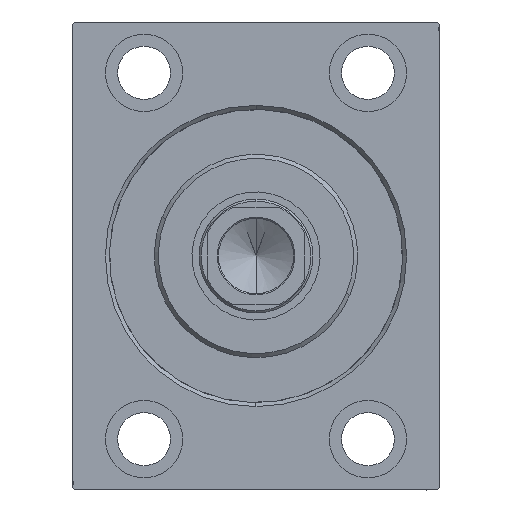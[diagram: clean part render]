
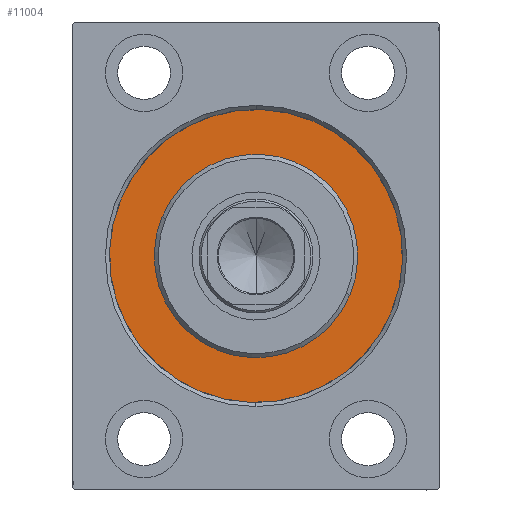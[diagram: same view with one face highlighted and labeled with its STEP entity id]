
A CAD part, left-side view. The second image highlights one B-rep face of the part: STEP entity #11004.
In plain terms, the highlighted face is planar.
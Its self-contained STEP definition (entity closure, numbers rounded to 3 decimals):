
#217 = EDGE_CURVE ( 'NONE', #2572, #13568, #19190, .T. ) ;
#2572 = VERTEX_POINT ( 'NONE', #33461 ) ;
#3346 = CIRCLE ( 'NONE', #9726, 25. ) ;
#7344 = DIRECTION ( 'NONE',  ( 0., 0., 1. ) ) ;
#7521 = ORIENTED_EDGE ( 'NONE', *, *, #33200, .F. ) ;
#8015 = AXIS2_PLACEMENT_3D ( 'NONE', #26846, #40400, #23103 ) ;
#9726 = AXIS2_PLACEMENT_3D ( 'NONE', #36232, #15609, #16481 ) ;
#10479 = CIRCLE ( 'NONE', #20392, 36. ) ;
#11004 = ADVANCED_FACE ( 'NONE', ( #36629, #29307 ), #29523, .F. ) ;
#13348 = CARTESIAN_POINT ( 'NONE',  ( 0., 0., 0. ) ) ;
#13568 = VERTEX_POINT ( 'NONE', #25543 ) ;
#15581 = DIRECTION ( 'NONE',  ( 1., 0., 0. ) ) ;
#15609 = DIRECTION ( 'NONE',  ( 1., 0., 0. ) ) ;
#15795 = VERTEX_POINT ( 'NONE', #34827 ) ;
#16481 = DIRECTION ( 'NONE',  ( 0., 0., -1. ) ) ;
#19190 = CIRCLE ( 'NONE', #41095, 25. ) ;
#20307 = VERTEX_POINT ( 'NONE', #35619 ) ;
#20392 = AXIS2_PLACEMENT_3D ( 'NONE', #36341, #32785, #43235 ) ;
#22022 = DIRECTION ( 'NONE',  ( 0., 0., -1. ) ) ;
#23103 = DIRECTION ( 'NONE',  ( 0., 0., 1. ) ) ;
#25408 = AXIS2_PLACEMENT_3D ( 'NONE', #13348, #37749, #7344 ) ;
#25543 = CARTESIAN_POINT ( 'NONE',  ( 0., 0., 25. ) ) ;
#25774 = CARTESIAN_POINT ( 'NONE',  ( 0., 0., 0. ) ) ;
#26846 = CARTESIAN_POINT ( 'NONE',  ( 0., 0., 0. ) ) ;
#29307 = FACE_OUTER_BOUND ( 'NONE', #43505, .T. ) ;
#29523 = PLANE ( 'NONE',  #8015 ) ;
#29679 = ORIENTED_EDGE ( 'NONE', *, *, #34565, .F. ) ;
#30039 = ORIENTED_EDGE ( 'NONE', *, *, #37503, .F. ) ;
#32785 = DIRECTION ( 'NONE',  ( -1., 0., 0. ) ) ;
#33200 = EDGE_CURVE ( 'NONE', #13568, #2572, #3346, .T. ) ;
#33461 = CARTESIAN_POINT ( 'NONE',  ( 0., 0., -25. ) ) ;
#34565 = EDGE_CURVE ( 'NONE', #20307, #15795, #10479, .T. ) ;
#34636 = EDGE_LOOP ( 'NONE', ( #7521, #37278 ) ) ;
#34827 = CARTESIAN_POINT ( 'NONE',  ( 0., 0., -36. ) ) ;
#35619 = CARTESIAN_POINT ( 'NONE',  ( 0., 0., 36. ) ) ;
#36232 = CARTESIAN_POINT ( 'NONE',  ( 0., 0., 0. ) ) ;
#36341 = CARTESIAN_POINT ( 'NONE',  ( 0., 0., 0. ) ) ;
#36629 = FACE_BOUND ( 'NONE', #34636, .T. ) ;
#37278 = ORIENTED_EDGE ( 'NONE', *, *, #217, .F. ) ;
#37503 = EDGE_CURVE ( 'NONE', #15795, #20307, #42428, .T. ) ;
#37749 = DIRECTION ( 'NONE',  ( -1., 0., 0. ) ) ;
#40400 = DIRECTION ( 'NONE',  ( -1., 0., 0. ) ) ;
#41095 = AXIS2_PLACEMENT_3D ( 'NONE', #25774, #15581, #22022 ) ;
#42428 = CIRCLE ( 'NONE', #25408, 36. ) ;
#43235 = DIRECTION ( 'NONE',  ( 0., 0., 1. ) ) ;
#43505 = EDGE_LOOP ( 'NONE', ( #30039, #29679 ) ) ;
